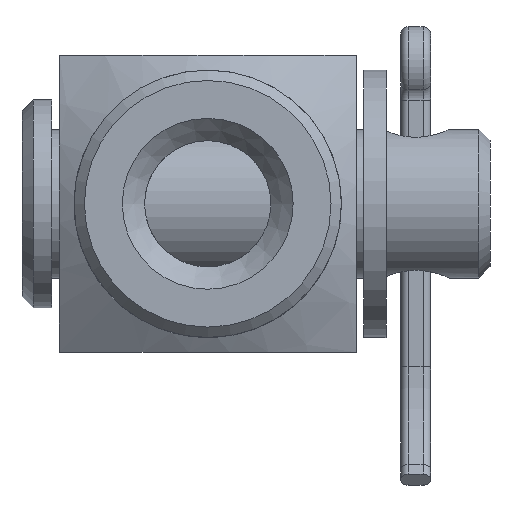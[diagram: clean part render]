
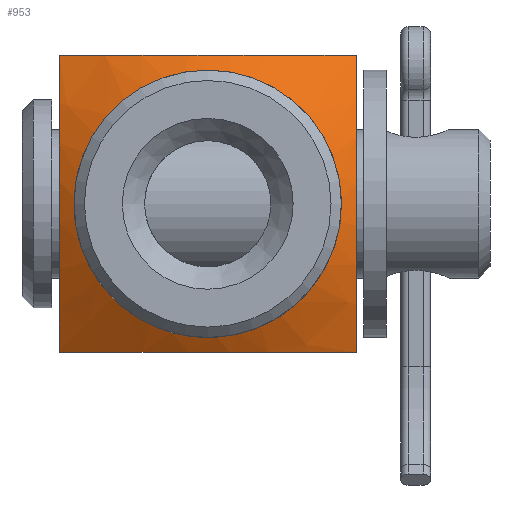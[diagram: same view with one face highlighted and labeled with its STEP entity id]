
A CAD part, left-side view. The second image highlights one B-rep face of the part: STEP entity #953.
In plain terms, the highlighted conical face has half-angle 60 degrees and reference radius 19 mm.
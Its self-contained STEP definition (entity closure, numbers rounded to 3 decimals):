
#175=FACE_BOUND('',#341,.T.);
#201=CIRCLE('',#1029,9.);
#270=FACE_OUTER_BOUND('',#340,.T.);
#340=EDGE_LOOP('',(#674,#675,#676,#677));
#341=EDGE_LOOP('',(#678));
#436=(
BOUNDED_CURVE()
B_SPLINE_CURVE(2,(#1483,#1484,#1485),.UNSPECIFIED.,.F.,.F.)
B_SPLINE_CURVE_WITH_KNOTS((3,3),(-11.391,-4.016),
 .UNSPECIFIED.)
CURVE()
GEOMETRIC_REPRESENTATION_ITEM()
RATIONAL_B_SPLINE_CURVE((3.299,4.665,3.299))
REPRESENTATION_ITEM('')
);
#437=(
BOUNDED_CURVE()
B_SPLINE_CURVE(2,(#1487,#1488,#1489),.UNSPECIFIED.,.F.,.F.)
B_SPLINE_CURVE_WITH_KNOTS((3,3),(1.193,4.677),
 .UNSPECIFIED.)
CURVE()
GEOMETRIC_REPRESENTATION_ITEM()
RATIONAL_B_SPLINE_CURVE((1.615,2.285,1.615))
REPRESENTATION_ITEM('')
);
#438=(
BOUNDED_CURVE()
B_SPLINE_CURVE(2,(#1491,#1492,#1493),.UNSPECIFIED.,.F.,.F.)
B_SPLINE_CURVE_WITH_KNOTS((3,3),(4.016,11.391),
 .UNSPECIFIED.)
CURVE()
GEOMETRIC_REPRESENTATION_ITEM()
RATIONAL_B_SPLINE_CURVE((3.299,4.665,3.299))
REPRESENTATION_ITEM('')
);
#439=(
BOUNDED_CURVE()
B_SPLINE_CURVE(2,(#1494,#1495,#1496),.UNSPECIFIED.,.F.,.F.)
B_SPLINE_CURVE_WITH_KNOTS((3,3),(1.193,4.677),
 .UNSPECIFIED.)
CURVE()
GEOMETRIC_REPRESENTATION_ITEM()
RATIONAL_B_SPLINE_CURVE((1.615,2.285,1.615))
REPRESENTATION_ITEM('')
);
#450=VERTEX_POINT('',#1481);
#451=VERTEX_POINT('',#1482);
#452=VERTEX_POINT('',#1486);
#453=VERTEX_POINT('',#1490);
#454=VERTEX_POINT('',#1497);
#539=EDGE_CURVE('',#450,#451,#436,.T.);
#540=EDGE_CURVE('',#452,#450,#437,.T.);
#541=EDGE_CURVE('',#453,#452,#438,.F.);
#542=EDGE_CURVE('',#451,#453,#439,.T.);
#543=EDGE_CURVE('',#454,#454,#201,.T.);
#674=ORIENTED_EDGE('',*,*,#539,.F.);
#675=ORIENTED_EDGE('',*,*,#540,.F.);
#676=ORIENTED_EDGE('',*,*,#541,.F.);
#677=ORIENTED_EDGE('',*,*,#542,.F.);
#678=ORIENTED_EDGE('',*,*,#543,.T.);
#944=CONICAL_SURFACE('',#1028,19.,1.047);
#953=ADVANCED_FACE('',(#270,#175),#944,.T.);
#1028=AXIS2_PLACEMENT_3D('',#1480,#1167,#1168);
#1029=AXIS2_PLACEMENT_3D('',#1498,#1169,#1170);
#1167=DIRECTION('center_axis',(1.,0.,0.));
#1168=DIRECTION('ref_axis',(0.,0.,-1.));
#1169=DIRECTION('center_axis',(1.,0.,0.));
#1170=DIRECTION('ref_axis',(0.,0.,-1.));
#1480=CARTESIAN_POINT('Origin',(20.774,0.,0.));
#1481=CARTESIAN_POINT('',(17.969,10.,10.));
#1482=CARTESIAN_POINT('',(17.969,-10.,10.));
#1483=CARTESIAN_POINT('Ctrl Pts',(17.969,10.,10.));
#1484=CARTESIAN_POINT('Ctrl Pts',(13.886,0.,
10.));
#1485=CARTESIAN_POINT('Ctrl Pts',(17.969,-10.,10.));
#1486=CARTESIAN_POINT('',(17.969,10.,-10.));
#1487=CARTESIAN_POINT('Ctrl Pts',(17.969,10.,-10.));
#1488=CARTESIAN_POINT('Ctrl Pts',(13.886,10.,0.));
#1489=CARTESIAN_POINT('Ctrl Pts',(17.969,10.,10.));
#1490=CARTESIAN_POINT('',(17.969,-10.,-10.));
#1491=CARTESIAN_POINT('Ctrl Pts',(17.969,10.,-10.));
#1492=CARTESIAN_POINT('Ctrl Pts',(13.886,0.,
-10.));
#1493=CARTESIAN_POINT('Ctrl Pts',(17.969,-10.,-10.));
#1494=CARTESIAN_POINT('Ctrl Pts',(17.969,-10.,10.));
#1495=CARTESIAN_POINT('Ctrl Pts',(13.886,-10.,0.));
#1496=CARTESIAN_POINT('Ctrl Pts',(17.969,-10.,-10.));
#1497=CARTESIAN_POINT('',(15.,0.,9.));
#1498=CARTESIAN_POINT('Origin',(15.,0.,0.));
